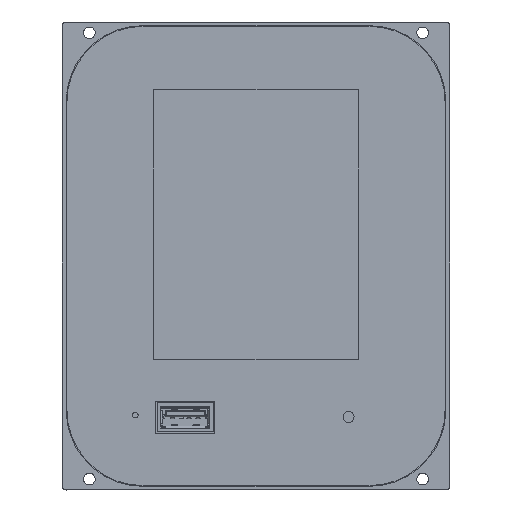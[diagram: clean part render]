
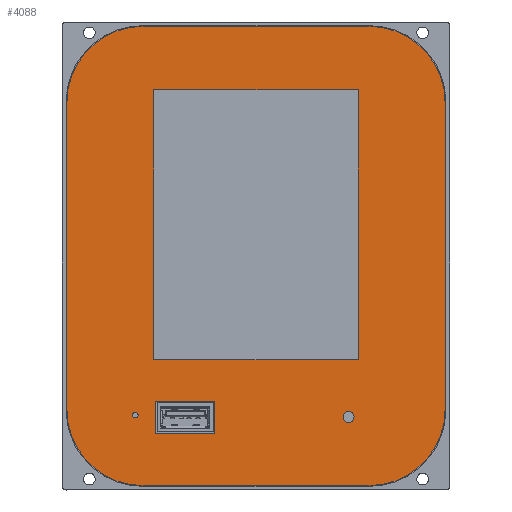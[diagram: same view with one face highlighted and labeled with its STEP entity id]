
A CAD part, top view. The second image highlights one B-rep face of the part: STEP entity #4088.
In plain terms, the highlighted planar face has unit normal (0, 0, 1).
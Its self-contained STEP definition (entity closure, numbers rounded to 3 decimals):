
#4088=ADVANCED_FACE('',(#13458,#13459,#13460,#13461,#13462),#5885,.T.);
#5885=PLANE('',#37798);
#7531=LINE('',#54112,#10825);
#7532=LINE('',#54115,#10826);
#7533=LINE('',#54117,#10827);
#7534=LINE('',#54119,#10828);
#7535=LINE('',#54120,#10829);
#7536=LINE('',#54123,#10830);
#7537=LINE('',#54125,#10831);
#7538=LINE('',#54127,#10832);
#7539=LINE('',#54131,#10833);
#7540=LINE('',#54135,#10834);
#7541=LINE('',#54139,#10835);
#7542=LINE('',#54143,#10836);
#10825=VECTOR('',#42582,1.);
#10826=VECTOR('',#42583,1.);
#10827=VECTOR('',#42584,1.);
#10828=VECTOR('',#42585,1.);
#10829=VECTOR('',#42586,1.);
#10830=VECTOR('',#42587,1.);
#10831=VECTOR('',#42588,1.);
#10832=VECTOR('',#42589,1.);
#10833=VECTOR('',#42592,1.);
#10834=VECTOR('',#42595,1.);
#10835=VECTOR('',#42598,1.);
#10836=VECTOR('',#42601,1.);
#13458=FACE_BOUND('',#14261,.T.);
#13459=FACE_BOUND('',#14262,.T.);
#13460=FACE_BOUND('',#14263,.T.);
#13461=FACE_BOUND('',#14264,.T.);
#13462=FACE_BOUND('',#14265,.T.);
#14261=EDGE_LOOP('',(#18304,#18305,#18306,#18307));
#14262=EDGE_LOOP('',(#18308,#18309,#18310,#18311));
#14263=EDGE_LOOP('',(#18312,#18313,#18314,#18315,#18316,#18317,#18318,#18319));
#14264=EDGE_LOOP('',(#18320));
#14265=EDGE_LOOP('',(#18321));
#18304=ORIENTED_EDGE('',*,*,#31466,.F.);
#18305=ORIENTED_EDGE('',*,*,#31467,.F.);
#18306=ORIENTED_EDGE('',*,*,#31468,.F.);
#18307=ORIENTED_EDGE('',*,*,#31469,.F.);
#18308=ORIENTED_EDGE('',*,*,#31470,.F.);
#18309=ORIENTED_EDGE('',*,*,#31471,.F.);
#18310=ORIENTED_EDGE('',*,*,#31472,.F.);
#18311=ORIENTED_EDGE('',*,*,#31473,.F.);
#18312=ORIENTED_EDGE('',*,*,#31474,.T.);
#18313=ORIENTED_EDGE('',*,*,#31475,.T.);
#18314=ORIENTED_EDGE('',*,*,#31476,.T.);
#18315=ORIENTED_EDGE('',*,*,#31477,.T.);
#18316=ORIENTED_EDGE('',*,*,#31478,.T.);
#18317=ORIENTED_EDGE('',*,*,#31479,.T.);
#18318=ORIENTED_EDGE('',*,*,#31480,.T.);
#18319=ORIENTED_EDGE('',*,*,#31481,.T.);
#18320=ORIENTED_EDGE('',*,*,#31482,.F.);
#18321=ORIENTED_EDGE('',*,*,#31483,.T.);
#27518=VERTEX_POINT('',#54113);
#27519=VERTEX_POINT('',#54114);
#27520=VERTEX_POINT('',#54116);
#27521=VERTEX_POINT('',#54118);
#27522=VERTEX_POINT('',#54121);
#27523=VERTEX_POINT('',#54122);
#27524=VERTEX_POINT('',#54124);
#27525=VERTEX_POINT('',#54126);
#27526=VERTEX_POINT('',#54129);
#27527=VERTEX_POINT('',#54130);
#27528=VERTEX_POINT('',#54132);
#27529=VERTEX_POINT('',#54134);
#27530=VERTEX_POINT('',#54136);
#27531=VERTEX_POINT('',#54138);
#27532=VERTEX_POINT('',#54140);
#27533=VERTEX_POINT('',#54142);
#27534=VERTEX_POINT('',#54145);
#27535=VERTEX_POINT('',#54147);
#31466=EDGE_CURVE('',#27518,#27519,#7531,.T.);
#31467=EDGE_CURVE('',#27520,#27518,#7532,.T.);
#31468=EDGE_CURVE('',#27521,#27520,#7533,.T.);
#31469=EDGE_CURVE('',#27519,#27521,#7534,.T.);
#31470=EDGE_CURVE('',#27522,#27523,#7535,.T.);
#31471=EDGE_CURVE('',#27524,#27522,#7536,.T.);
#31472=EDGE_CURVE('',#27525,#27524,#7537,.T.);
#31473=EDGE_CURVE('',#27523,#27525,#7538,.T.);
#31474=EDGE_CURVE('',#27526,#27527,#35889,.T.);
#31475=EDGE_CURVE('',#27527,#27528,#7539,.T.);
#31476=EDGE_CURVE('',#27528,#27529,#35890,.T.);
#31477=EDGE_CURVE('',#27529,#27530,#7540,.T.);
#31478=EDGE_CURVE('',#27530,#27531,#35891,.T.);
#31479=EDGE_CURVE('',#27531,#27532,#7541,.T.);
#31480=EDGE_CURVE('',#27532,#27533,#35892,.T.);
#31481=EDGE_CURVE('',#27533,#27526,#7542,.T.);
#31482=EDGE_CURVE('',#27534,#27534,#35893,.T.);
#31483=EDGE_CURVE('',#27535,#27535,#35894,.T.);
#35889=CIRCLE('',#37792,20.9);
#35890=CIRCLE('',#37793,20.9);
#35891=CIRCLE('',#37794,20.9);
#35892=CIRCLE('',#37795,20.9);
#35893=CIRCLE('',#37796,0.75);
#35894=CIRCLE('',#37797,1.5);
#37792=AXIS2_PLACEMENT_3D('',#54128,#42590,#42591);
#37793=AXIS2_PLACEMENT_3D('',#54133,#42593,#42594);
#37794=AXIS2_PLACEMENT_3D('',#54137,#42596,#42597);
#37795=AXIS2_PLACEMENT_3D('',#54141,#42599,#42600);
#37796=AXIS2_PLACEMENT_3D('',#54144,#42602,#42603);
#37797=AXIS2_PLACEMENT_3D('',#54146,#42604,#42605);
#37798=AXIS2_PLACEMENT_3D('',#54148,#42606,#42607);
#42582=DIRECTION('',(1.,0.,0.));
#42583=DIRECTION('',(0.,-1.,0.));
#42584=DIRECTION('',(-1.,0.,0.));
#42585=DIRECTION('',(0.,1.,0.));
#42586=DIRECTION('',(0.,1.,0.));
#42587=DIRECTION('',(1.,0.,0.));
#42588=DIRECTION('',(0.,-1.,0.));
#42589=DIRECTION('',(-1.,0.,0.));
#42590=DIRECTION('',(0.,0.,1.));
#42591=DIRECTION('',(1.,0.,0.));
#42592=DIRECTION('',(-1.,0.,0.));
#42593=DIRECTION('',(0.,0.,1.));
#42594=DIRECTION('',(-1.,0.,0.));
#42595=DIRECTION('',(0.,-1.,0.));
#42596=DIRECTION('',(0.,0.,1.));
#42597=DIRECTION('',(-1.,0.,0.));
#42598=DIRECTION('',(1.,0.,0.));
#42599=DIRECTION('',(0.,0.,1.));
#42600=DIRECTION('',(1.,0.,0.));
#42601=DIRECTION('',(0.,1.,0.));
#42602=DIRECTION('',(0.,0.,1.));
#42603=DIRECTION('',(1.,0.,0.));
#42604=DIRECTION('',(0.,0.,-1.));
#42605=DIRECTION('',(1.,0.,0.));
#42606=DIRECTION('',(0.,0.,1.));
#42607=DIRECTION('',(1.,0.,0.));
#54112=CARTESIAN_POINT('',(-24.45,-16.,82.66));
#54113=CARTESIAN_POINT('',(-24.45,-16.,82.66));
#54114=CARTESIAN_POINT('',(-8.15,-16.,82.66));
#54115=CARTESIAN_POINT('',(-24.45,-7.2,82.66));
#54116=CARTESIAN_POINT('',(-24.45,-7.2,82.66));
#54117=CARTESIAN_POINT('',(-8.15,-7.2,82.66));
#54118=CARTESIAN_POINT('',(-8.15,-7.2,82.66));
#54119=CARTESIAN_POINT('',(-8.15,-16.,82.66));
#54120=CARTESIAN_POINT('',(31.1,4.2,82.66));
#54121=CARTESIAN_POINT('',(31.1,4.2,82.66));
#54122=CARTESIAN_POINT('',(31.1,78.2,82.66));
#54123=CARTESIAN_POINT('',(-24.9,4.2,82.66));
#54124=CARTESIAN_POINT('',(-24.9,4.2,82.66));
#54125=CARTESIAN_POINT('',(-24.9,78.2,82.66));
#54126=CARTESIAN_POINT('',(-24.9,78.2,82.66));
#54127=CARTESIAN_POINT('',(31.1,78.2,82.66));
#54128=CARTESIAN_POINT('',(34.1,74.7,82.66));
#54129=CARTESIAN_POINT('',(55.,74.7,82.66));
#54130=CARTESIAN_POINT('',(34.1,95.6,82.66));
#54131=CARTESIAN_POINT('',(34.1,95.6,82.66));
#54132=CARTESIAN_POINT('',(-27.9,95.6,82.66));
#54133=CARTESIAN_POINT('',(-27.9,74.7,82.66));
#54134=CARTESIAN_POINT('',(-48.8,74.7,82.66));
#54135=CARTESIAN_POINT('',(-48.8,74.7,82.66));
#54136=CARTESIAN_POINT('',(-48.8,-9.5,82.66));
#54137=CARTESIAN_POINT('',(-27.9,-9.5,82.66));
#54138=CARTESIAN_POINT('',(-27.9,-30.4,82.66));
#54139=CARTESIAN_POINT('',(-27.9,-30.4,82.66));
#54140=CARTESIAN_POINT('',(34.1,-30.4,82.66));
#54141=CARTESIAN_POINT('',(34.1,-9.5,82.66));
#54142=CARTESIAN_POINT('',(55.,-9.5,82.66));
#54143=CARTESIAN_POINT('',(55.,-9.5,82.66));
#54144=CARTESIAN_POINT('',(-30.,-11.1,82.66));
#54145=CARTESIAN_POINT('',(-29.25,-11.1,82.66));
#54146=CARTESIAN_POINT('',(28.5,-11.55,82.66));
#54147=CARTESIAN_POINT('',(30.,-11.55,82.66));
#54148=CARTESIAN_POINT('',(34.1,74.7,82.66));
